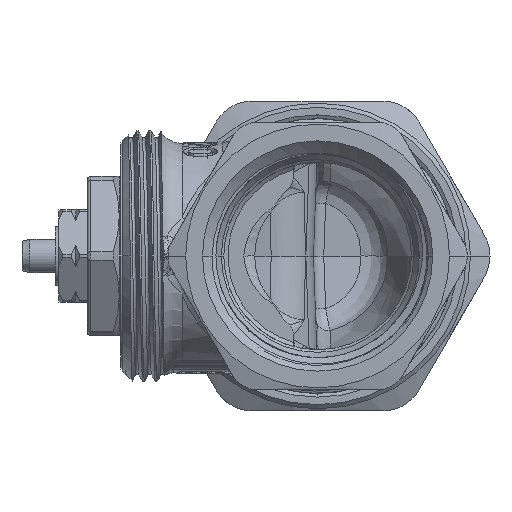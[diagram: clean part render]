
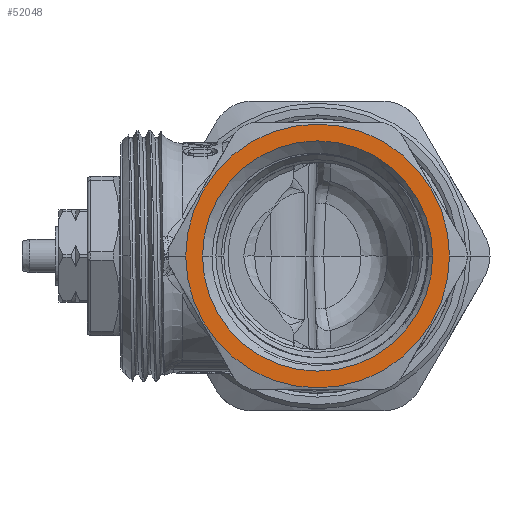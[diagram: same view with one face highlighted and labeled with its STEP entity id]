
A CAD part, left-side view. The second image highlights one B-rep face of the part: STEP entity #52048.
In plain terms, the highlighted planar face has unit normal (-1, 0, 0).
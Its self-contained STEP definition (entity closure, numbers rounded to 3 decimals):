
#18742=CARTESIAN_POINT('',(-39.,0.,0.));
#18743=DIRECTION('',(1.,0.,0.));
#18744=DIRECTION('',(0.,-1.,0.));
#18745=AXIS2_PLACEMENT_3D('',#18742,#18743,#18744);
#18747=CARTESIAN_POINT('',(-39.,0.,0.));
#18748=DIRECTION('',(-1.,0.,0.));
#18749=DIRECTION('',(0.,-1.,0.));
#18750=AXIS2_PLACEMENT_3D('',#18747,#18748,#18749);
#18752=CARTESIAN_POINT('',(-39.,0.,0.));
#18753=DIRECTION('',(1.,0.,0.));
#18754=DIRECTION('',(0.,-1.,0.));
#18755=AXIS2_PLACEMENT_3D('',#18752,#18753,#18754);
#18757=CARTESIAN_POINT('',(-39.,0.,0.));
#18758=DIRECTION('',(1.,0.,0.));
#18759=DIRECTION('',(0.,1.,0.));
#18760=AXIS2_PLACEMENT_3D('',#18757,#18758,#18759);
#27732=CARTESIAN_POINT('',(-39.,-15.75,0.));
#27733=CARTESIAN_POINT('',(-39.,15.75,0.));
#27734=VERTEX_POINT('',#27732);
#27735=VERTEX_POINT('',#27733);
#27768=CARTESIAN_POINT('',(-39.,-13.75,0.));
#27769=CARTESIAN_POINT('',(-39.,13.75,0.));
#27770=VERTEX_POINT('',#27768);
#27771=VERTEX_POINT('',#27769);
#52033=CARTESIAN_POINT('',(-39.,0.,0.));
#52034=DIRECTION('',(1.,0.,0.));
#52035=DIRECTION('',(0.,-1.,0.));
#52036=AXIS2_PLACEMENT_3D('',#52033,#52034,#52035);
#52037=PLANE('',#52036);
#52039=ORIENTED_EDGE('',*,*,#52038,.T.);
#52041=ORIENTED_EDGE('',*,*,#52040,.F.);
#52042=EDGE_LOOP('',(#52039,#52041));
#52043=FACE_OUTER_BOUND('',#52042,.F.);
#52044=ORIENTED_EDGE('',*,*,#50775,.F.);
#52045=ORIENTED_EDGE('',*,*,#50591,.F.);
#52046=EDGE_LOOP('',(#52044,#52045));
#52047=FACE_BOUND('',#52046,.F.);
#52048=ADVANCED_FACE('',(#52043,#52047),#52037,.F.);
#18746=CIRCLE('',#18745,15.75);
#18751=CIRCLE('',#18750,15.75);
#18756=CIRCLE('',#18755,13.75);
#18761=CIRCLE('',#18760,13.75);
#50591=EDGE_CURVE('',#27771,#27770,#18761,.T.);
#50775=EDGE_CURVE('',#27770,#27771,#18756,.T.);
#52038=EDGE_CURVE('',#27734,#27735,#18746,.T.);
#52040=EDGE_CURVE('',#27734,#27735,#18751,.T.);
